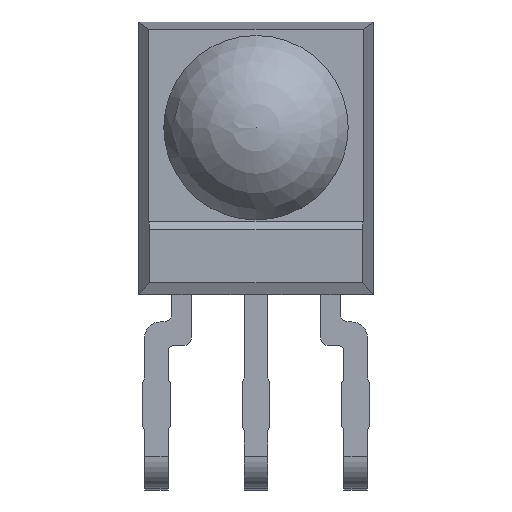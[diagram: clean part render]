
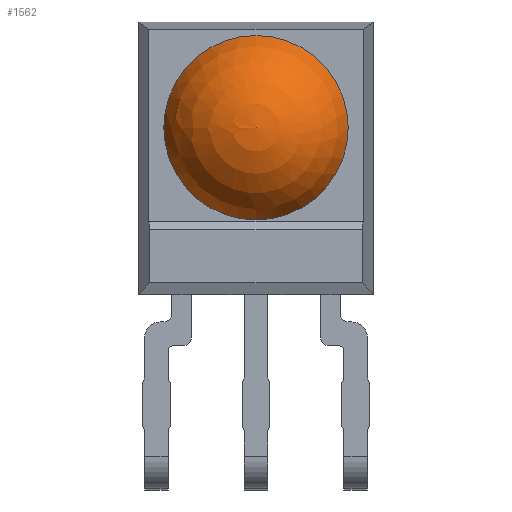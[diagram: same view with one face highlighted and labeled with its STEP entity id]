
A CAD part, top view. The second image highlights one B-rep face of the part: STEP entity #1562.
In plain terms, the highlighted spherical face has radius 2.5 mm.
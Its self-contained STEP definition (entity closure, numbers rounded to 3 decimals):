
#41=SPHERICAL_SURFACE('',#1664,2.5);
#43=CIRCLE('',#1652,2.351);
#44=CIRCLE('',#1665,2.5);
#115=FACE_OUTER_BOUND('',#203,.T.);
#203=EDGE_LOOP('',(#1105,#1106,#1107));
#656=VERTEX_POINT('',#2308);
#665=VERTEX_POINT('',#2356);
#808=EDGE_CURVE('',#656,#656,#43,.T.);
#835=EDGE_CURVE('',#665,#656,#44,.T.);
#1105=ORIENTED_EDGE('',*,*,#808,.F.);
#1106=ORIENTED_EDGE('',*,*,#835,.F.);
#1107=ORIENTED_EDGE('',*,*,#835,.T.);
#1562=ADVANCED_FACE('',(#115),#41,.T.);
#1652=AXIS2_PLACEMENT_3D('',#2309,#1828,#1829);
#1664=AXIS2_PLACEMENT_3D('',#2355,#1878,#1879);
#1665=AXIS2_PLACEMENT_3D('',#2357,#1880,#1881);
#1828=DIRECTION('center_axis',(0.,0.,-1.));
#1829=DIRECTION('ref_axis',(0.,1.,0.));
#1878=DIRECTION('center_axis',(0.,0.,1.));
#1879=DIRECTION('ref_axis',(1.,0.,0.));
#1880=DIRECTION('center_axis',(0.,-1.,0.));
#1881=DIRECTION('ref_axis',(-1.,0.,0.));
#2308=CARTESIAN_POINT('',(-2.351,4.25,2.6));
#2309=CARTESIAN_POINT('Origin',(0.,4.25,2.6));
#2355=CARTESIAN_POINT('Origin',(0.,4.25,1.75));
#2356=CARTESIAN_POINT('',(0.,4.25,4.25));
#2357=CARTESIAN_POINT('Origin',(0.,4.25,1.75));
